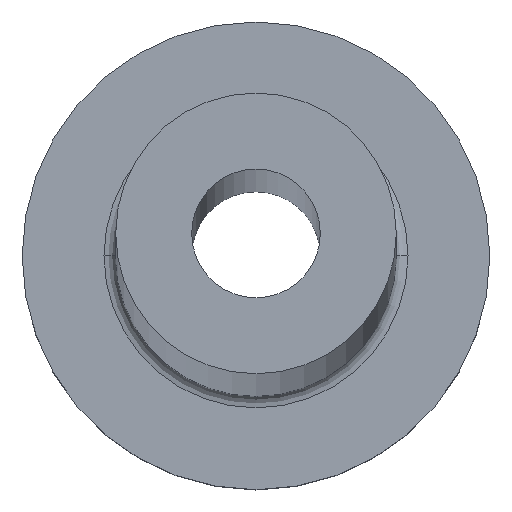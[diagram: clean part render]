
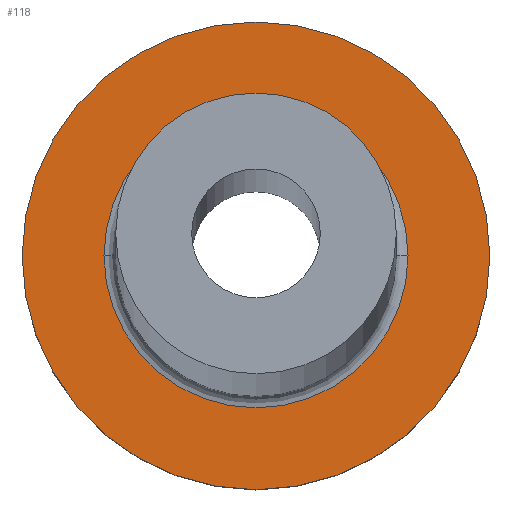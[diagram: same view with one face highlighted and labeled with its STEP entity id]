
A CAD part, top view. The second image highlights one B-rep face of the part: STEP entity #118.
In plain terms, the highlighted planar face has unit normal (0, 0, 1).
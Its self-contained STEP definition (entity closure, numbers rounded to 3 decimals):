
#6 = EDGE_CURVE ( 'NONE', #209, #151, #185, .T. ) ;
#9 = DIRECTION ( 'NONE',  ( 1., 0., 0. ) ) ;
#12 = DIRECTION ( 'NONE',  ( 1., 0., 0. ) ) ;
#15 = CARTESIAN_POINT ( 'NONE',  ( 0., 0., 7. ) ) ;
#19 = DIRECTION ( 'NONE',  ( 1., 0., 0. ) ) ;
#26 = EDGE_CURVE ( 'NONE', #151, #209, #272, .T. ) ;
#33 = VERTEX_POINT ( 'NONE', #161 ) ;
#36 = VERTEX_POINT ( 'NONE', #43 ) ;
#40 = ORIENTED_EDGE ( 'NONE', *, *, #297, .T. ) ;
#43 = CARTESIAN_POINT ( 'NONE',  ( 6.5, 0., 7. ) ) ;
#50 = CARTESIAN_POINT ( 'NONE',  ( 0., 0., 7. ) ) ;
#56 = DIRECTION ( 'NONE',  ( 1., 0., 0. ) ) ;
#61 = AXIS2_PLACEMENT_3D ( 'NONE', #109, #200, #56 ) ;
#70 = DIRECTION ( 'NONE',  ( 0., 0., 1. ) ) ;
#74 = DIRECTION ( 'NONE',  ( 0., 0., 1. ) ) ;
#106 = CIRCLE ( 'NONE', #221, 6.5 ) ;
#109 = CARTESIAN_POINT ( 'NONE',  ( 0., 0., 7. ) ) ;
#118 = ADVANCED_FACE ( 'NONE', ( #163, #135 ), #256, .T. ) ;
#121 = AXIS2_PLACEMENT_3D ( 'NONE', #302, #70, #9 ) ;
#125 = ORIENTED_EDGE ( 'NONE', *, *, #212, .T. ) ;
#135 = FACE_OUTER_BOUND ( 'NONE', #348, .T. ) ;
#137 = CARTESIAN_POINT ( 'NONE',  ( 10., 0., 7. ) ) ;
#151 = VERTEX_POINT ( 'NONE', #137 ) ;
#161 = CARTESIAN_POINT ( 'NONE',  ( -6.5, 0., 7. ) ) ;
#163 = FACE_BOUND ( 'NONE', #179, .T. ) ;
#164 = AXIS2_PLACEMENT_3D ( 'NONE', #255, #74, #339 ) ;
#167 = DIRECTION ( 'NONE',  ( 0., 0., -1. ) ) ;
#179 = EDGE_LOOP ( 'NONE', ( #125, #40 ) ) ;
#185 = CIRCLE ( 'NONE', #121, 10. ) ;
#190 = ORIENTED_EDGE ( 'NONE', *, *, #6, .T. ) ;
#193 = DIRECTION ( 'NONE',  ( 0., 0., 1. ) ) ;
#200 = DIRECTION ( 'NONE',  ( 0., 0., -1. ) ) ;
#209 = VERTEX_POINT ( 'NONE', #375 ) ;
#212 = EDGE_CURVE ( 'NONE', #36, #33, #366, .T. ) ;
#221 = AXIS2_PLACEMENT_3D ( 'NONE', #50, #167, #19 ) ;
#240 = ORIENTED_EDGE ( 'NONE', *, *, #26, .T. ) ;
#255 = CARTESIAN_POINT ( 'NONE',  ( 0., 0., 7. ) ) ;
#256 = PLANE ( 'NONE',  #164 ) ;
#272 = CIRCLE ( 'NONE', #311, 10. ) ;
#297 = EDGE_CURVE ( 'NONE', #33, #36, #106, .T. ) ;
#302 = CARTESIAN_POINT ( 'NONE',  ( 0., 0., 7. ) ) ;
#311 = AXIS2_PLACEMENT_3D ( 'NONE', #15, #193, #12 ) ;
#339 = DIRECTION ( 'NONE',  ( 1., 0., 0. ) ) ;
#348 = EDGE_LOOP ( 'NONE', ( #190, #240 ) ) ;
#366 = CIRCLE ( 'NONE', #61, 6.5 ) ;
#375 = CARTESIAN_POINT ( 'NONE',  ( -10., 0., 7. ) ) ;
